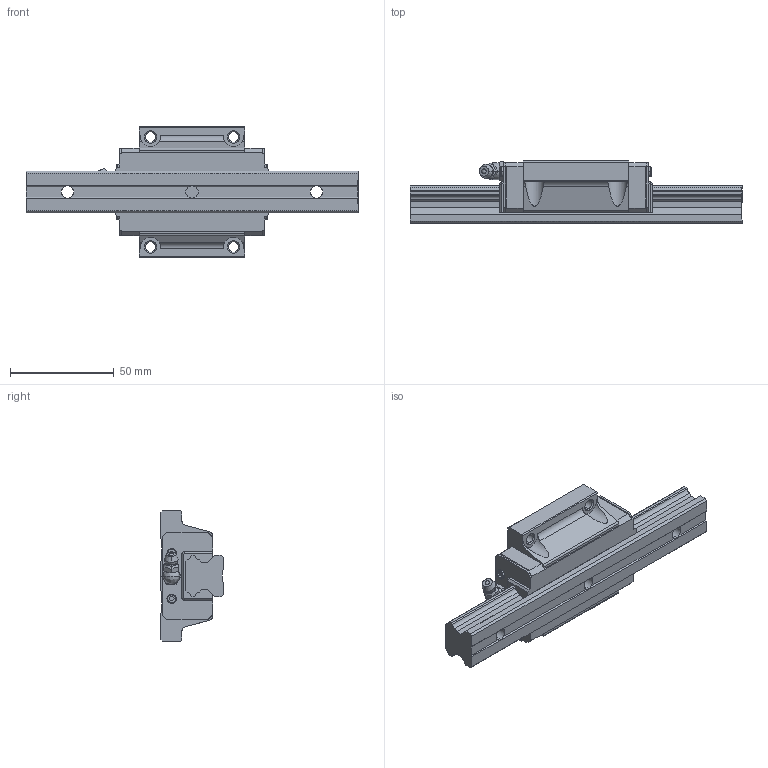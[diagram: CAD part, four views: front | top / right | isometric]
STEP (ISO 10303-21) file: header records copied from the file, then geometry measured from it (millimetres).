
FILE_DESCRIPTION (( 'STEP AP203' ), '1' );
FILE_NAME ('HSV20CSS.STEP', '2016-03-14T13:42:49', ( 'EOS' ), ( '' ), 'SwSTEP 2.0', 'SolidWorks 2016', '' );
FILE_SCHEMA (( 'CONFIG_CONTROL_DESIGN' ));
Length unit declared in the file: millimetre
Products named in the file (4): HSV20C; HSV20CSS; 3; 1
Assembly tree (3 placements, depth 2):
  HSV20CSS
    1
    HSV20C
    3
Bounding box: 160 x 30 x 63 mm (x, y, z)
Volume: 116853.6 mm3; surface area: 31335.2 mm2
Topology: 3 solids, 3 shells, 313 faces, 825 edges, 524 vertices
Faces by surface type: plane 202, cylinder 58, cone 36, bspline 17
Entity records: 10389 total; most frequent: CARTESIAN_POINT 2354, ORIENTED_EDGE 1634, DIRECTION 1526, EDGE_CURVE 817, LINE 578, VECTOR 578, VERTEX_POINT 524, AXIS2_PLACEMENT_3D 474
